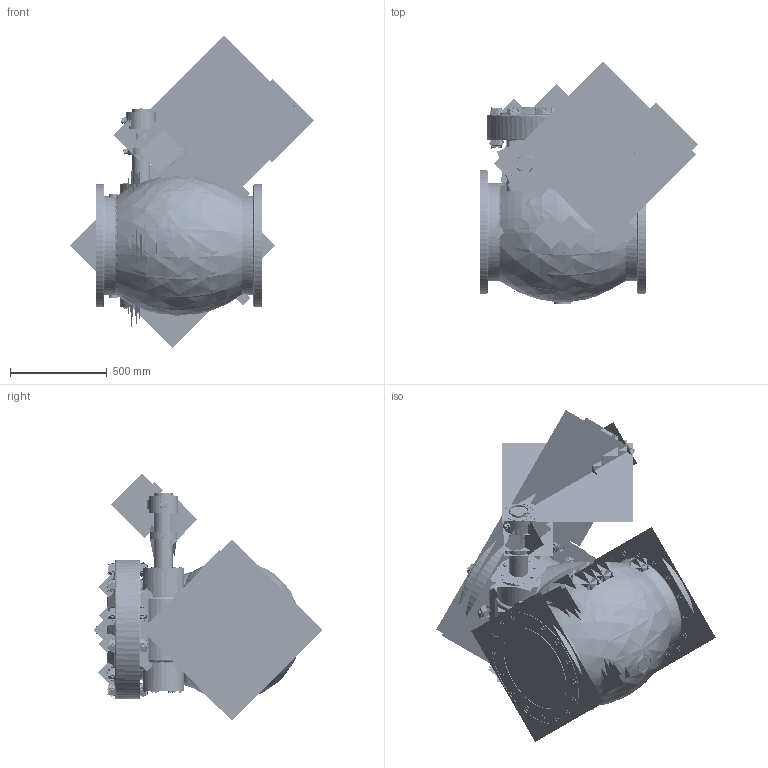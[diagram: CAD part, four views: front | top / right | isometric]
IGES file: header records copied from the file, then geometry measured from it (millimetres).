
Start section:  PTC IGES file: swing_check_valve_90001-flxfl-1_asm.igs
Global section: file name: swing_check_valve_90001-flxfl-1_asm.igs; native system: Creo Parametric by Parametric Technology Corporation; preprocessor: 2013050; author: HAPPY; organization: Unknown; date: 20170128.154311; units: inch
Bounding box: 1259.95 x 1345.72 x 1613.7 mm (x, y, z)
Volume: 149013541.9 mm3; surface area: 54661691.3 mm2
Topology: 69 solids, 69 shells, 4234 faces, 20936 edges, 26341 vertices
Faces by surface type: revolution 2588, bspline 1646
